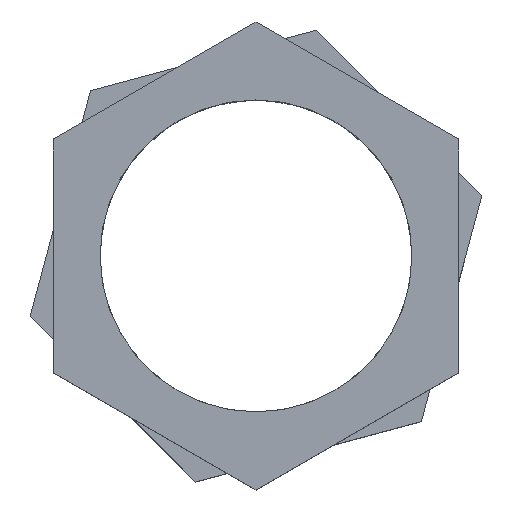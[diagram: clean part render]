
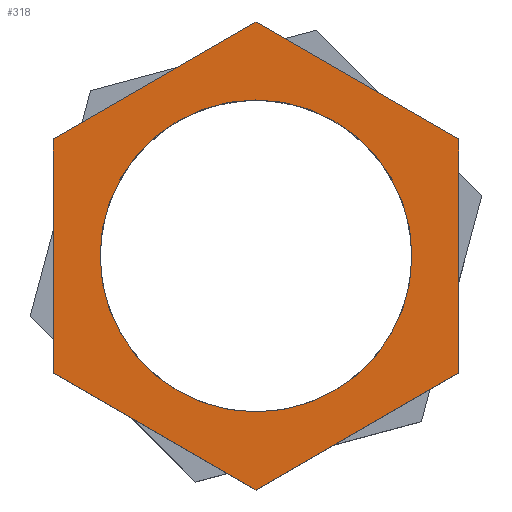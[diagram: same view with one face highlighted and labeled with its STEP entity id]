
A CAD part, top view. The second image highlights one B-rep face of the part: STEP entity #318.
In plain terms, the highlighted planar face has unit normal (0, 0, 1).
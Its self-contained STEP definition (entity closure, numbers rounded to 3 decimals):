
#21=LINE('',#445,#57);
#25=LINE('',#453,#61);
#28=LINE('',#459,#64);
#31=LINE('',#465,#67);
#34=LINE('',#471,#70);
#37=LINE('',#476,#73);
#57=VECTOR('',#364,4.5);
#61=VECTOR('',#370,4.5);
#64=VECTOR('',#375,4.5);
#67=VECTOR('',#380,4.5);
#70=VECTOR('',#385,4.5);
#73=VECTOR('',#390,4.5);
#99=PLANE('',#341);
#110=FACE_BOUND('',#142,.T.);
#122=FACE_OUTER_BOUND('',#141,.T.);
#141=EDGE_LOOP('',(#255,#256,#257,#258,#259,#260));
#142=EDGE_LOOP('',(#261));
#158=CIRCLE('',#334,3.);
#162=VERTEX_POINT('',#440);
#163=VERTEX_POINT('',#443);
#164=VERTEX_POINT('',#444);
#167=VERTEX_POINT('',#452);
#169=VERTEX_POINT('',#458);
#171=VERTEX_POINT('',#464);
#173=VERTEX_POINT('',#470);
#190=EDGE_CURVE('',#162,#162,#158,.T.);
#191=EDGE_CURVE('',#163,#164,#21,.T.);
#195=EDGE_CURVE('',#164,#167,#25,.T.);
#198=EDGE_CURVE('',#167,#169,#28,.T.);
#201=EDGE_CURVE('',#169,#171,#31,.T.);
#204=EDGE_CURVE('',#171,#173,#34,.T.);
#207=EDGE_CURVE('',#173,#163,#37,.T.);
#255=ORIENTED_EDGE('',*,*,#191,.F.);
#256=ORIENTED_EDGE('',*,*,#207,.F.);
#257=ORIENTED_EDGE('',*,*,#204,.F.);
#258=ORIENTED_EDGE('',*,*,#201,.F.);
#259=ORIENTED_EDGE('',*,*,#198,.F.);
#260=ORIENTED_EDGE('',*,*,#195,.F.);
#261=ORIENTED_EDGE('',*,*,#190,.T.);
#318=ADVANCED_FACE('',(#122,#110),#99,.T.);
#334=AXIS2_PLACEMENT_3D('',#441,#360,#361);
#341=AXIS2_PLACEMENT_3D('',#478,#392,#393);
#360=DIRECTION('center_axis',(0.,0.,-1.));
#361=DIRECTION('ref_axis',(1.,0.,0.));
#364=DIRECTION('',(0.,-1.,0.));
#370=DIRECTION('',(-0.866,-0.5,0.));
#375=DIRECTION('',(-0.866,0.5,0.));
#380=DIRECTION('',(0.,1.,0.));
#385=DIRECTION('',(0.866,0.5,0.));
#390=DIRECTION('',(0.866,-0.5,0.));
#392=DIRECTION('center_axis',(0.,0.,1.));
#393=DIRECTION('ref_axis',(1.,0.,0.));
#440=CARTESIAN_POINT('',(3.,0.,-1.6));
#441=CARTESIAN_POINT('Origin',(0.,0.,-1.6));
#443=CARTESIAN_POINT('',(3.897,2.25,-1.6));
#444=CARTESIAN_POINT('',(3.897,-2.25,-1.6));
#445=CARTESIAN_POINT('',(3.897,-2.25,-1.6));
#452=CARTESIAN_POINT('',(0.,-4.5,-1.6));
#453=CARTESIAN_POINT('',(0.,-4.5,-1.6));
#458=CARTESIAN_POINT('',(-3.897,-2.25,-1.6));
#459=CARTESIAN_POINT('',(-3.897,-2.25,-1.6));
#464=CARTESIAN_POINT('',(-3.897,2.25,-1.6));
#465=CARTESIAN_POINT('',(-3.897,2.25,-1.6));
#470=CARTESIAN_POINT('',(0.,4.5,-1.6));
#471=CARTESIAN_POINT('',(0.,4.5,-1.6));
#476=CARTESIAN_POINT('',(3.897,2.25,-1.6));
#478=CARTESIAN_POINT('Origin',(0.,0.,-1.6));
